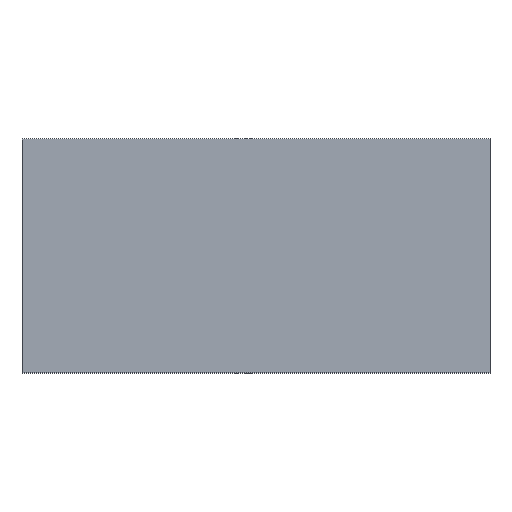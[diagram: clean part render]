
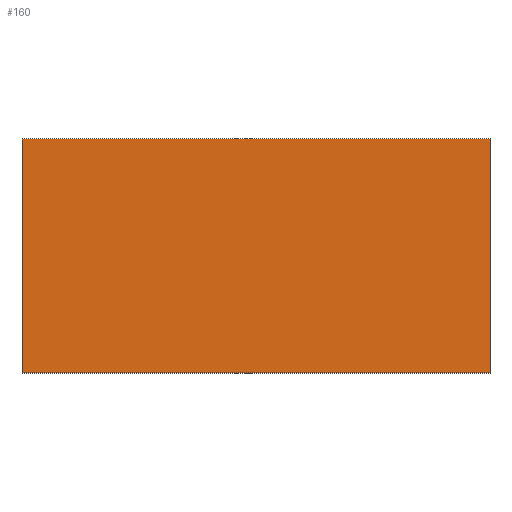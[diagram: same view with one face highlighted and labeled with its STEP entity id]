
A CAD part, top view. The second image highlights one B-rep face of the part: STEP entity #160.
In plain terms, the highlighted planar face has unit normal (0, 0, 1).
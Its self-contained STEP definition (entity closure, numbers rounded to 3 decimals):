
#8 = CARTESIAN_POINT ( 'NONE',  ( 500., -250., 3. ) ) ;
#10 = ORIENTED_EDGE ( 'NONE', *, *, #75, .T. ) ;
#17 = DIRECTION ( 'NONE',  ( 1., 0., 0. ) ) ;
#19 = FACE_OUTER_BOUND ( 'NONE', #100, .T. ) ;
#21 = VERTEX_POINT ( 'NONE', #193 ) ;
#26 = CARTESIAN_POINT ( 'NONE',  ( -500., -250., 3. ) ) ;
#28 = VECTOR ( 'NONE', #196, 1000. ) ;
#29 = DIRECTION ( 'NONE',  ( 0., -1., 0. ) ) ;
#33 = EDGE_CURVE ( 'NONE', #62, #113, #177, .T. ) ;
#37 = PLANE ( 'NONE',  #156 ) ;
#40 = VECTOR ( 'NONE', #29, 1000. ) ;
#54 = EDGE_CURVE ( 'NONE', #175, #62, #92, .T. ) ;
#61 = VECTOR ( 'NONE', #81, 1000. ) ;
#62 = VERTEX_POINT ( 'NONE', #104 ) ;
#71 = EDGE_CURVE ( 'NONE', #21, #175, #103, .T. ) ;
#74 = ORIENTED_EDGE ( 'NONE', *, *, #33, .T. ) ;
#75 = EDGE_CURVE ( 'NONE', #113, #21, #117, .T. ) ;
#81 = DIRECTION ( 'NONE',  ( 0., 1., 0. ) ) ;
#90 = CARTESIAN_POINT ( 'NONE',  ( 500., 250., 3. ) ) ;
#92 = LINE ( 'NONE', #107, #40 ) ;
#95 = CARTESIAN_POINT ( 'NONE',  ( 500., -250., 3. ) ) ;
#99 = DIRECTION ( 'NONE',  ( 0., 0., 1. ) ) ;
#100 = EDGE_LOOP ( 'NONE', ( #10, #165, #191, #74 ) ) ;
#103 = LINE ( 'NONE', #90, #28 ) ;
#104 = CARTESIAN_POINT ( 'NONE',  ( -500., -250., 3. ) ) ;
#107 = CARTESIAN_POINT ( 'NONE',  ( -500., 250., 3. ) ) ;
#112 = VECTOR ( 'NONE', #162, 1000. ) ;
#113 = VERTEX_POINT ( 'NONE', #95 ) ;
#117 = LINE ( 'NONE', #8, #61 ) ;
#146 = CARTESIAN_POINT ( 'NONE',  ( -500., 250., 3. ) ) ;
#156 = AXIS2_PLACEMENT_3D ( 'NONE', #201, #99, #17 ) ;
#160 = ADVANCED_FACE ( 'NONE', ( #19 ), #37, .T. ) ;
#162 = DIRECTION ( 'NONE',  ( 1., 0., 0. ) ) ;
#165 = ORIENTED_EDGE ( 'NONE', *, *, #71, .T. ) ;
#175 = VERTEX_POINT ( 'NONE', #146 ) ;
#177 = LINE ( 'NONE', #26, #112 ) ;
#191 = ORIENTED_EDGE ( 'NONE', *, *, #54, .T. ) ;
#193 = CARTESIAN_POINT ( 'NONE',  ( 500., 250., 3. ) ) ;
#196 = DIRECTION ( 'NONE',  ( -1., 0., 0. ) ) ;
#201 = CARTESIAN_POINT ( 'NONE',  ( -500., -250., 3. ) ) ;
